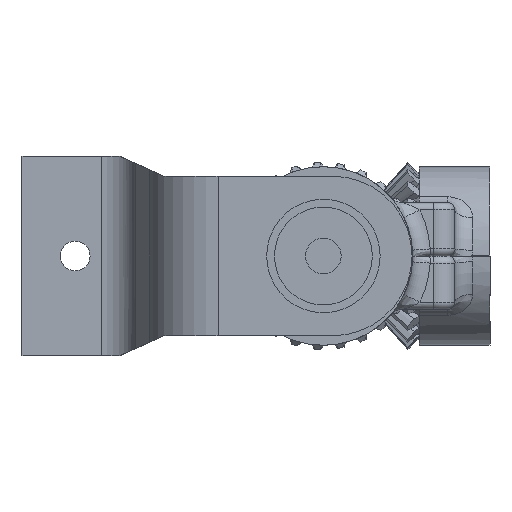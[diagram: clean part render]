
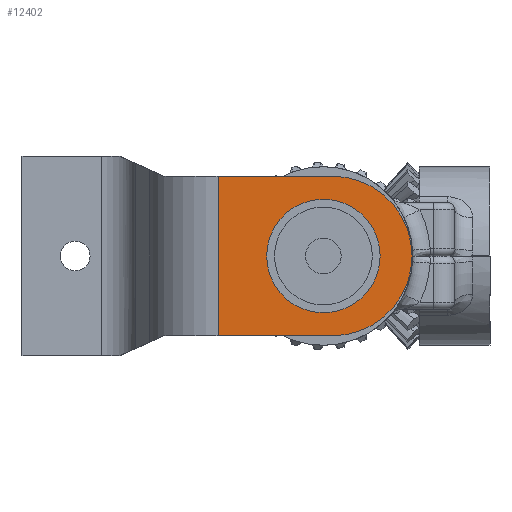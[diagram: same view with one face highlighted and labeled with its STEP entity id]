
A CAD part, left-side view. The second image highlights one B-rep face of the part: STEP entity #12402.
In plain terms, the highlighted planar face has unit normal (-1, 0, 0).
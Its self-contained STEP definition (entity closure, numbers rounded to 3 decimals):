
#1971=FACE_BOUND('',#3412,.T.);
#1972=FACE_BOUND('',#3413,.T.);
#1973=FACE_BOUND('',#3414,.T.);
#1974=FACE_BOUND('',#3415,.T.);
#1975=FACE_BOUND('',#3416,.T.);
#2027=PLANE('',#13185);
#2644=FACE_OUTER_BOUND('',#3411,.T.);
#3411=EDGE_LOOP('',(#10681,#10682,#10683,#10684));
#3412=EDGE_LOOP('',(#10685));
#3413=EDGE_LOOP('',(#10686));
#3414=EDGE_LOOP('',(#10687));
#3415=EDGE_LOOP('',(#10688,#10689,#10690,#10691));
#3416=EDGE_LOOP('',(#10692));
#3690=LINE('',#36642,#3975);
#3691=LINE('',#36644,#3976);
#3692=LINE('',#36645,#3977);
#3693=LINE('',#36654,#3978);
#3694=LINE('',#36658,#3979);
#3975=VECTOR('',#14540,10.);
#3976=VECTOR('',#14541,10.);
#3977=VECTOR('',#14542,10.);
#3978=VECTOR('',#14549,10.);
#3979=VECTOR('',#14552,10.);
#4474=CIRCLE('',#13184,22.5);
#4475=CIRCLE('',#13186,1.5);
#4476=CIRCLE('',#13187,1.5);
#4477=CIRCLE('',#13188,1.5);
#4478=CIRCLE('',#13189,10.);
#4479=CIRCLE('',#13190,10.);
#4480=CIRCLE('',#13191,1.5);
#5567=VERTEX_POINT('',#36635);
#5568=VERTEX_POINT('',#36637);
#5569=VERTEX_POINT('',#36641);
#5570=VERTEX_POINT('',#36643);
#5571=VERTEX_POINT('',#36646);
#5572=VERTEX_POINT('',#36648);
#5573=VERTEX_POINT('',#36650);
#5574=VERTEX_POINT('',#36652);
#5575=VERTEX_POINT('',#36653);
#5576=VERTEX_POINT('',#36655);
#5577=VERTEX_POINT('',#36657);
#5578=VERTEX_POINT('',#36660);
#7323=EDGE_CURVE('',#5567,#5568,#4474,.T.);
#7325=EDGE_CURVE('',#5569,#5567,#3690,.T.);
#7326=EDGE_CURVE('',#5570,#5569,#3691,.T.);
#7327=EDGE_CURVE('',#5570,#5568,#3692,.T.);
#7328=EDGE_CURVE('',#5571,#5571,#4475,.T.);
#7329=EDGE_CURVE('',#5572,#5572,#4476,.T.);
#7330=EDGE_CURVE('',#5573,#5573,#4477,.T.);
#7331=EDGE_CURVE('',#5574,#5575,#3693,.T.);
#7332=EDGE_CURVE('',#5575,#5576,#4478,.T.);
#7333=EDGE_CURVE('',#5576,#5577,#3694,.T.);
#7334=EDGE_CURVE('',#5577,#5574,#4479,.T.);
#7335=EDGE_CURVE('',#5578,#5578,#4480,.T.);
#10681=ORIENTED_EDGE('',*,*,#7323,.F.);
#10682=ORIENTED_EDGE('',*,*,#7325,.F.);
#10683=ORIENTED_EDGE('',*,*,#7326,.F.);
#10684=ORIENTED_EDGE('',*,*,#7327,.T.);
#10685=ORIENTED_EDGE('',*,*,#7328,.T.);
#10686=ORIENTED_EDGE('',*,*,#7329,.T.);
#10687=ORIENTED_EDGE('',*,*,#7330,.T.);
#10688=ORIENTED_EDGE('',*,*,#7331,.T.);
#10689=ORIENTED_EDGE('',*,*,#7332,.T.);
#10690=ORIENTED_EDGE('',*,*,#7333,.T.);
#10691=ORIENTED_EDGE('',*,*,#7334,.T.);
#10692=ORIENTED_EDGE('',*,*,#7335,.T.);
#12402=ADVANCED_FACE('',(#2644,#1971,#1972,#1973,#1974,#1975),#2027,.T.);
#13184=AXIS2_PLACEMENT_3D('',#36638,#14535,#14536);
#13185=AXIS2_PLACEMENT_3D('',#36640,#14538,#14539);
#13186=AXIS2_PLACEMENT_3D('',#36647,#14543,#14544);
#13187=AXIS2_PLACEMENT_3D('',#36649,#14545,#14546);
#13188=AXIS2_PLACEMENT_3D('',#36651,#14547,#14548);
#13189=AXIS2_PLACEMENT_3D('',#36656,#14550,#14551);
#13190=AXIS2_PLACEMENT_3D('',#36659,#14553,#14554);
#13191=AXIS2_PLACEMENT_3D('',#36661,#14555,#14556);
#14535=DIRECTION('center_axis',(1.,0.,0.));
#14536=DIRECTION('ref_axis',(0.,0.,-1.));
#14538=DIRECTION('center_axis',(-1.,0.,0.));
#14539=DIRECTION('ref_axis',(0.,0.,-1.));
#14540=DIRECTION('',(0.,-1.,0.));
#14541=DIRECTION('',(0.,0.,1.));
#14542=DIRECTION('',(0.,-1.,0.));
#14543=DIRECTION('center_axis',(1.,0.,0.));
#14544=DIRECTION('ref_axis',(0.,1.,0.));
#14545=DIRECTION('center_axis',(1.,0.,0.));
#14546=DIRECTION('ref_axis',(0.,1.,0.));
#14547=DIRECTION('center_axis',(1.,0.,0.));
#14548=DIRECTION('ref_axis',(0.,1.,0.));
#14549=DIRECTION('',(0.,-1.,0.));
#14550=DIRECTION('center_axis',(1.,0.,0.));
#14551=DIRECTION('ref_axis',(0.,-0.436,0.9));
#14552=DIRECTION('',(0.,1.,0.));
#14553=DIRECTION('center_axis',(1.,0.,0.));
#14554=DIRECTION('ref_axis',(0.,0.436,-0.9));
#14555=DIRECTION('center_axis',(1.,0.,0.));
#14556=DIRECTION('ref_axis',(0.,1.,0.));
#36635=CARTESIAN_POINT('',(-65.,-57.5,22.5));
#36637=CARTESIAN_POINT('',(-65.,-57.5,-22.5));
#36638=CARTESIAN_POINT('Origin',(-65.,-57.5,0.));
#36640=CARTESIAN_POINT('Origin',(-65.,-10.,22.5));
#36641=CARTESIAN_POINT('',(-65.,-25.29,22.5));
#36642=CARTESIAN_POINT('',(-65.,-10.,22.5));
#36643=CARTESIAN_POINT('',(-65.,-25.29,-22.5));
#36644=CARTESIAN_POINT('',(-65.,-25.29,25.35));
#36645=CARTESIAN_POINT('',(-65.,-10.,-22.5));
#36646=CARTESIAN_POINT('',(-65.,-47.308,9.192));
#36647=CARTESIAN_POINT('Origin',(-65.,-45.808,9.192));
#36648=CARTESIAN_POINT('',(-65.,-65.692,9.192));
#36649=CARTESIAN_POINT('Origin',(-65.,-64.192,9.192));
#36650=CARTESIAN_POINT('',(-65.,-47.308,-9.192));
#36651=CARTESIAN_POINT('Origin',(-65.,-45.808,-9.192));
#36652=CARTESIAN_POINT('',(-65.,-50.641,9.));
#36653=CARTESIAN_POINT('',(-65.,-59.359,9.));
#36654=CARTESIAN_POINT('',(-65.,-34.679,9.));
#36655=CARTESIAN_POINT('',(-65.,-59.359,-9.));
#36656=CARTESIAN_POINT('Origin',(-65.,-55.,0.));
#36657=CARTESIAN_POINT('',(-65.,-50.641,-9.));
#36658=CARTESIAN_POINT('',(-65.,-30.321,-9.));
#36659=CARTESIAN_POINT('Origin',(-65.,-55.,0.));
#36660=CARTESIAN_POINT('',(-65.,-65.692,-9.192));
#36661=CARTESIAN_POINT('Origin',(-65.,-64.192,-9.192));
